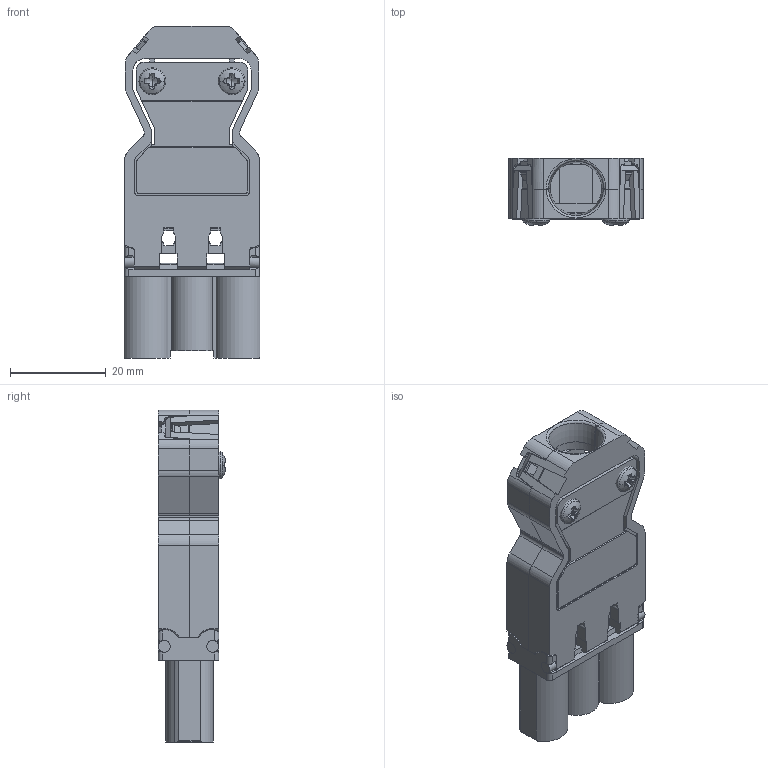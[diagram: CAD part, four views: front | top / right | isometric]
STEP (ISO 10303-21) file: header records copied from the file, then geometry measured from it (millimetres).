
FILE_DESCRIPTION (( 'STEP AP214' ), '1' );
FILE_NAME ('6108054.stp', '2018-11-29T07:33:06', ( '' ), ( '' ), 'SwSTEP 2.0', 'SolidWorks 2018', '' );
FILE_SCHEMA (( 'AUTOMOTIVE_DESIGN' ));
Length unit declared in the file: millimetre
Products named in the file (5): P_6108054_6_Standard; P_6108054_4_Standard; 6108054; P_6108054_5_Standard; P_6108054_3_Standard
Assembly tree (5 placements, depth 2):
  6108054
    P_6108054_4_Standard
    P_6108054_6_Standard
    P_6108054_3_Standard
    P_6108054_5_Standard  x2
Bounding box: 28.4 x 14.06 x 69.4 mm (x, y, z)
Volume: 7430.3 mm3; surface area: 14017.7 mm2
Topology: 4 solids, 9 shells, 886 faces, 2585 edges, 1695 vertices
Faces by surface type: plane 476, cylinder 294, bspline 50, torus 30, cone 28, sphere 8
Entity records: 33363 total; most frequent: CARTESIAN_POINT 9034, ORIENTED_EDGE 4742, DIRECTION 3914, EDGE_CURVE 2387, VERTEX_POINT 1571, VECTOR 1436, LINE 1436, AXIS2_PLACEMENT_3D 1239
